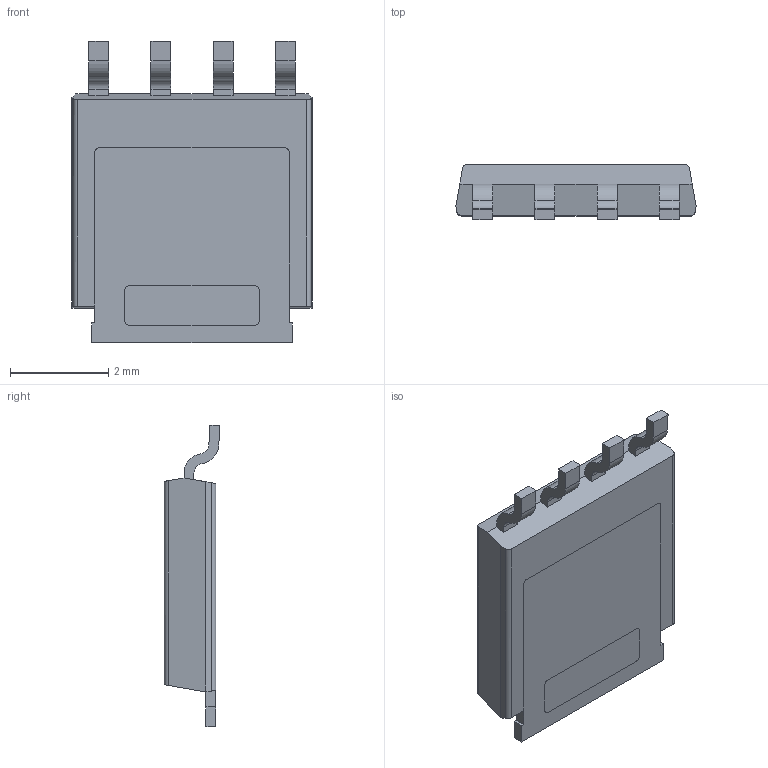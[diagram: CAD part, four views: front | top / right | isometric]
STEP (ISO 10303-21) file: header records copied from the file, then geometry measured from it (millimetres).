
FILE_DESCRIPTION(('STEP AP214'),'2;1');
FILE_NAME('Open CASCADE Shape Model','2021-09-09T09:38:45',(''),(''), 'Open CASCADE STEP processor 7.6','SolidWorks 2019','Unknown');
FILE_SCHEMA(('AUTOMOTIVE_DESIGN_CC2 { 1 2 10303 214 -1 1 5 4 }'));
Length unit declared in the file: millimetre
Products named in the file (1): PPAK SO-8L BWL Single_defeature
Bounding box: 4.9 x 1.13 x 6.16 mm (x, y, z)
Volume: 22.4 mm3; surface area: 71 mm2
Topology: 1 solids, 1 shells, 70 faces, 212 edges, 145 vertices
Faces by surface type: plane 50, cylinder 20
Entity records: 2677 total; most frequent: CARTESIAN_POINT 452, ORIENTED_EDGE 424, DIRECTION 386, EDGE_CURVE 212, LINE 164, VECTOR 164, VERTEX_POINT 145, AXIS2_PLACEMENT_3D 111
